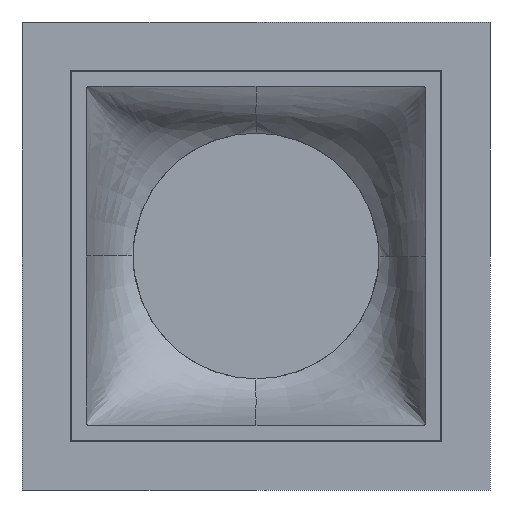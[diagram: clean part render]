
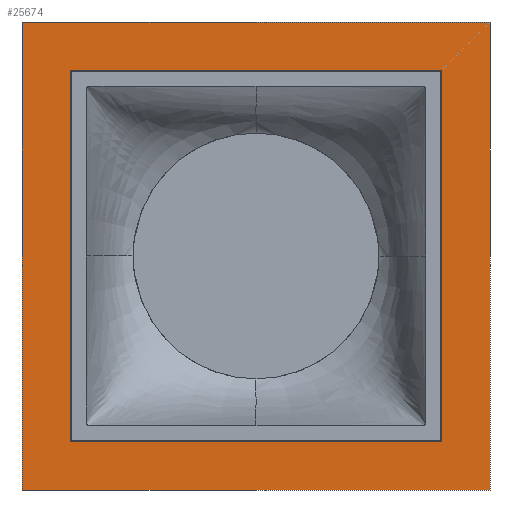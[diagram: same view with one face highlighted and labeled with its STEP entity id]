
A CAD part, front view. The second image highlights one B-rep face of the part: STEP entity #25674.
In plain terms, the highlighted planar face has unit normal (0, -1, 0).
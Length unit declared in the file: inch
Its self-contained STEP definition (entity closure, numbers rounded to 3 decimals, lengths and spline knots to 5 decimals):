
#640 = CARTESIAN_POINT ( 'NONE',  ( -1.5748, -0.07874, 1.5748 ) ) ;
#760 = CARTESIAN_POINT ( 'NONE',  ( -1.5748, -0.07874, -1.5748 ) ) ;
#776 = CARTESIAN_POINT ( 'NONE',  ( 1.5748, -0.07874, -1.5748 ) ) ;
#789 = CARTESIAN_POINT ( 'NONE',  ( 1.5748, -0.07874, 1.5748 ) ) ;
#862 = CARTESIAN_POINT ( 'NONE',  ( -1.25, -0.07874, -1.25 ) ) ;
#892 = CARTESIAN_POINT ( 'NONE',  ( 1.25, -0.07874, 1.25 ) ) ;
#894 = CARTESIAN_POINT ( 'NONE',  ( -1.25, -0.07874, 1.25 ) ) ;
#1002 = CARTESIAN_POINT ( 'NONE',  ( 1.25, -0.07874, -1.25 ) ) ;
#15607 = EDGE_CURVE ( 'NONE', #21335, #21337, #42748, .T. ) ;
#15609 = EDGE_CURVE ( 'NONE', #21337, #21282, #42760, .T. ) ;
#15611 = EDGE_CURVE ( 'NONE', #21282, #21456, #42764, .T. ) ;
#15613 = EDGE_CURVE ( 'NONE', #21456, #21335, #42768, .T. ) ;
#15614 = EDGE_CURVE ( 'NONE', #21168, #21048, #42766, .T. ) ;
#15617 = EDGE_CURVE ( 'NONE', #21048, #21197, #42776, .T. ) ;
#15619 = EDGE_CURVE ( 'NONE', #21197, #21184, #42780, .T. ) ;
#15621 = EDGE_CURVE ( 'NONE', #21184, #21168, #42784, .T. ) ;
#16080 = EDGE_LOOP ( 'NONE', ( #19290, #22838, #22824, #19311 ) ) ;
#16082 = EDGE_LOOP ( 'NONE', ( #20167, #22842, #19382, #20387 ) ) ;
#19290 = ORIENTED_EDGE ( 'NONE', *, *, #15611, .F. ) ;
#19311 = ORIENTED_EDGE ( 'NONE', *, *, #15613, .F. ) ;
#19382 = ORIENTED_EDGE ( 'NONE', *, *, #15614, .F. ) ;
#20167 = ORIENTED_EDGE ( 'NONE', *, *, #15619, .F. ) ;
#20387 = ORIENTED_EDGE ( 'NONE', *, *, #15621, .F. ) ;
#21048 = VERTEX_POINT ( 'NONE', #640 ) ;
#21168 = VERTEX_POINT ( 'NONE', #760 ) ;
#21184 = VERTEX_POINT ( 'NONE', #776 ) ;
#21197 = VERTEX_POINT ( 'NONE', #789 ) ;
#21282 = VERTEX_POINT ( 'NONE', #862 ) ;
#21335 = VERTEX_POINT ( 'NONE', #892 ) ;
#21337 = VERTEX_POINT ( 'NONE', #894 ) ;
#21456 = VERTEX_POINT ( 'NONE', #1002 ) ;
#22824 = ORIENTED_EDGE ( 'NONE', *, *, #15607, .F. ) ;
#22838 = ORIENTED_EDGE ( 'NONE', *, *, #15609, .F. ) ;
#22842 = ORIENTED_EDGE ( 'NONE', *, *, #15617, .F. ) ;
#25674 = ADVANCED_FACE ( 'NONE', ( #41421, #41429 ), #33482, .F. ) ;
#33479 = DIRECTION ( 'NONE',  ( 0., 1., 0. ) ) ;
#33480 = CARTESIAN_POINT ( 'NONE',  ( 1.5748, -0.07874, -15.59055 ) ) ;
#33482 = PLANE ( 'NONE',  #37517 ) ;
#33484 = DIRECTION ( 'NONE',  ( 1., 0., 0. ) ) ;
#36106 = CARTESIAN_POINT ( 'NONE',  ( 1.5748, -0.07874, 1.25 ) ) ;
#36123 = DIRECTION ( 'NONE',  ( -1., 0., 0. ) ) ;
#36126 = CARTESIAN_POINT ( 'NONE',  ( -1.25, -0.07874, -15.59055 ) ) ;
#36127 = CARTESIAN_POINT ( 'NONE',  ( -1.5748, -0.07874, -15.59055 ) ) ;
#36128 = DIRECTION ( 'NONE',  ( 0., 0., -1. ) ) ;
#36130 = CARTESIAN_POINT ( 'NONE',  ( 1.5748, -0.07874, -1.25 ) ) ;
#36132 = DIRECTION ( 'NONE',  ( 1., 0., 0. ) ) ;
#36134 = CARTESIAN_POINT ( 'NONE',  ( 1.25, -0.07874, -15.59055 ) ) ;
#36136 = DIRECTION ( 'NONE',  ( 0., 0., 1. ) ) ;
#36137 = DIRECTION ( 'NONE',  ( 0., 0., 1. ) ) ;
#36142 = CARTESIAN_POINT ( 'NONE',  ( 1.5748, -0.07874, 1.5748 ) ) ;
#36144 = DIRECTION ( 'NONE',  ( 1., 0., 0. ) ) ;
#36146 = CARTESIAN_POINT ( 'NONE',  ( 1.5748, -0.07874, -15.59055 ) ) ;
#36147 = DIRECTION ( 'NONE',  ( 0., 0., -1. ) ) ;
#36149 = CARTESIAN_POINT ( 'NONE',  ( 1.5748, -0.07874, -1.5748 ) ) ;
#36150 = DIRECTION ( 'NONE',  ( -1., 0., 0. ) ) ;
#37517 = AXIS2_PLACEMENT_3D ( 'NONE', #33480, #33479, #33484 ) ;
#41421 = FACE_OUTER_BOUND ( 'NONE', #16082, .T. ) ;
#41429 = FACE_BOUND ( 'NONE', #16080, .T. ) ;
#42748 = LINE ( 'NONE', #36106, #42759 ) ;
#42759 = VECTOR ( 'NONE', #36123, 39.37008 ) ;
#42760 = LINE ( 'NONE', #36126, #42763 ) ;
#42763 = VECTOR ( 'NONE', #36128, 39.37008 ) ;
#42764 = LINE ( 'NONE', #36130, #42767 ) ;
#42766 = LINE ( 'NONE', #36127, #42773 ) ;
#42767 = VECTOR ( 'NONE', #36132, 39.37008 ) ;
#42768 = LINE ( 'NONE', #36134, #42771 ) ;
#42771 = VECTOR ( 'NONE', #36136, 39.37008 ) ;
#42773 = VECTOR ( 'NONE', #36137, 39.37008 ) ;
#42776 = LINE ( 'NONE', #36142, #42779 ) ;
#42779 = VECTOR ( 'NONE', #36144, 39.37008 ) ;
#42780 = LINE ( 'NONE', #36146, #42783 ) ;
#42783 = VECTOR ( 'NONE', #36147, 39.37008 ) ;
#42784 = LINE ( 'NONE', #36149, #42787 ) ;
#42787 = VECTOR ( 'NONE', #36150, 39.37008 ) ;
